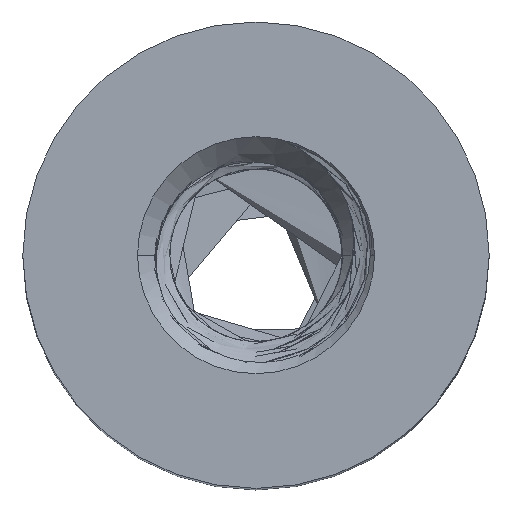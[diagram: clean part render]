
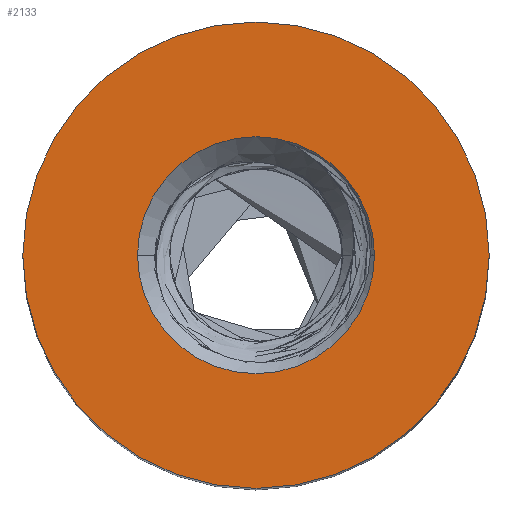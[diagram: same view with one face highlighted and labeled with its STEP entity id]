
A CAD part, top view. The second image highlights one B-rep face of the part: STEP entity #2133.
In plain terms, the highlighted planar face has unit normal (0, 0, 1).
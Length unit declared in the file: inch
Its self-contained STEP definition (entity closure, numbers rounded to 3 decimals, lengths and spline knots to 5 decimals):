
#13 = CIRCLE ( 'NONE', #4174, 0.25 ) ;
#206 = CARTESIAN_POINT ( 'NONE',  ( 0.127, 0., 0.5 ) ) ;
#232 = FACE_OUTER_BOUND ( 'NONE', #2599, .T. ) ;
#304 = DIRECTION ( 'NONE',  ( 1., 0., 0. ) ) ;
#352 = DIRECTION ( 'NONE',  ( 0., 0., 1. ) ) ;
#602 = ORIENTED_EDGE ( 'NONE', *, *, #2349, .T. ) ;
#841 = DIRECTION ( 'NONE',  ( 0., 0., -1. ) ) ;
#1157 = CARTESIAN_POINT ( 'NONE',  ( 0., 0., 0.5 ) ) ;
#1253 = CARTESIAN_POINT ( 'NONE',  ( 0., 0., 0.5 ) ) ;
#1294 = ORIENTED_EDGE ( 'NONE', *, *, #4096, .T. ) ;
#1450 = ORIENTED_EDGE ( 'NONE', *, *, #3875, .T. ) ;
#1588 = CARTESIAN_POINT ( 'NONE',  ( 0., 0., 0.5 ) ) ;
#1612 = CARTESIAN_POINT ( 'NONE',  ( -0.25, 0., 0.5 ) ) ;
#1795 = FACE_BOUND ( 'NONE', #3173, .T. ) ;
#1881 = ORIENTED_EDGE ( 'NONE', *, *, #3351, .T. ) ;
#1995 = DIRECTION ( 'NONE',  ( 1., 0., 0. ) ) ;
#2133 = ADVANCED_FACE ( 'NONE', ( #232, #1795 ), #4908, .T. ) ;
#2276 = DIRECTION ( 'NONE',  ( -1., 0., 0. ) ) ;
#2298 = CIRCLE ( 'NONE', #3614, 0.127 ) ;
#2349 = EDGE_CURVE ( 'NONE', #3687, #3412, #2298, .T. ) ;
#2383 = CIRCLE ( 'NONE', #2550, 0.25 ) ;
#2456 = DIRECTION ( 'NONE',  ( 0., 0., 1. ) ) ;
#2471 = CIRCLE ( 'NONE', #2882, 0.127 ) ;
#2550 = AXIS2_PLACEMENT_3D ( 'NONE', #2710, #352, #304 ) ;
#2599 = EDGE_LOOP ( 'NONE', ( #1450, #1881 ) ) ;
#2710 = CARTESIAN_POINT ( 'NONE',  ( 0., 0., 0.5 ) ) ;
#2876 = AXIS2_PLACEMENT_3D ( 'NONE', #2973, #3786, #4064 ) ;
#2882 = AXIS2_PLACEMENT_3D ( 'NONE', #1253, #841, #3138 ) ;
#2973 = CARTESIAN_POINT ( 'NONE',  ( 0., 0., 0.5 ) ) ;
#3070 = DIRECTION ( 'NONE',  ( 0., 0., -1. ) ) ;
#3138 = DIRECTION ( 'NONE',  ( -1., 0., 0. ) ) ;
#3173 = EDGE_LOOP ( 'NONE', ( #1294, #602 ) ) ;
#3351 = EDGE_CURVE ( 'NONE', #4998, #3387, #13, .T. ) ;
#3387 = VERTEX_POINT ( 'NONE', #1612 ) ;
#3412 = VERTEX_POINT ( 'NONE', #4315 ) ;
#3614 = AXIS2_PLACEMENT_3D ( 'NONE', #1157, #3070, #2276 ) ;
#3687 = VERTEX_POINT ( 'NONE', #206 ) ;
#3786 = DIRECTION ( 'NONE',  ( 0., 0., 1. ) ) ;
#3875 = EDGE_CURVE ( 'NONE', #3387, #4998, #2383, .T. ) ;
#4064 = DIRECTION ( 'NONE',  ( 1., 0., 0. ) ) ;
#4096 = EDGE_CURVE ( 'NONE', #3412, #3687, #2471, .T. ) ;
#4174 = AXIS2_PLACEMENT_3D ( 'NONE', #1588, #2456, #1995 ) ;
#4315 = CARTESIAN_POINT ( 'NONE',  ( -0.127, 0., 0.5 ) ) ;
#4792 = CARTESIAN_POINT ( 'NONE',  ( 0.25, 0., 0.5 ) ) ;
#4908 = PLANE ( 'NONE',  #2876 ) ;
#4998 = VERTEX_POINT ( 'NONE', #4792 ) ;
